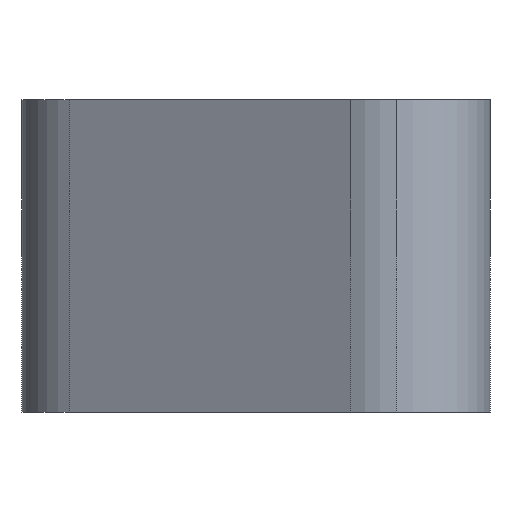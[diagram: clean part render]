
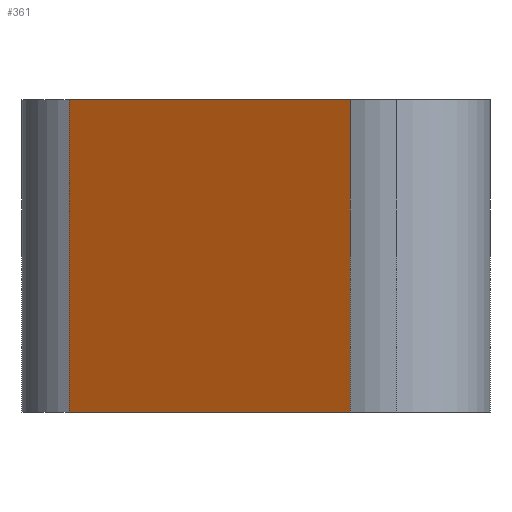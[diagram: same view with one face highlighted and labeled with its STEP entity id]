
A CAD part, left-side view. The second image highlights one B-rep face of the part: STEP entity #361.
In plain terms, the highlighted planar face has unit normal (-0.869, 0.495, 0).
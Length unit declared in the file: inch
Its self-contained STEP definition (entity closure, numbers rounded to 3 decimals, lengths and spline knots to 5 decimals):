
#1 = CARTESIAN_POINT ( 'NONE',  ( -0.03043, 0.05394, 0.02 ) ) ;
#4 = CARTESIAN_POINT ( 'NONE',  ( -0.05093, 0.01794, -0.02 ) ) ;
#24 = DIRECTION ( 'NONE',  ( 0.869, -0.495, 0. ) ) ;
#41 = DIRECTION ( 'NONE',  ( 0., 0., -1. ) ) ;
#62 = DIRECTION ( 'NONE',  ( -0.495, -0.869, 0. ) ) ;
#75 = VECTOR ( 'NONE', #686, 39.37008 ) ;
#102 = EDGE_CURVE ( 'NONE', #297, #373, #416, .T. ) ;
#123 = ORIENTED_EDGE ( 'NONE', *, *, #102, .T. ) ;
#127 = DIRECTION ( 'NONE',  ( 0., 0., -1. ) ) ;
#144 = ORIENTED_EDGE ( 'NONE', *, *, #802, .F. ) ;
#210 = DIRECTION ( 'NONE',  ( 0.495, 0.869, 0. ) ) ;
#219 = CARTESIAN_POINT ( 'NONE',  ( -0.05093, 0.01794, 0.02 ) ) ;
#232 = VECTOR ( 'NONE', #41, 39.37008 ) ;
#241 = CARTESIAN_POINT ( 'NONE',  ( -0.05093, 0.01794, 0.02 ) ) ;
#249 = CARTESIAN_POINT ( 'NONE',  ( -0.05093, 0.01794, 0.02 ) ) ;
#295 = VERTEX_POINT ( 'NONE', #4 ) ;
#297 = VERTEX_POINT ( 'NONE', #1 ) ;
#315 = EDGE_LOOP ( 'NONE', ( #672, #798, #144, #123 ) ) ;
#338 = FACE_OUTER_BOUND ( 'NONE', #315, .T. ) ;
#356 = LINE ( 'NONE', #241, #75 ) ;
#361 = ADVANCED_FACE ( 'NONE', ( #338 ), #661, .F. ) ;
#371 = VECTOR ( 'NONE', #62, 39.37008 ) ;
#373 = VERTEX_POINT ( 'NONE', #655 ) ;
#389 = CARTESIAN_POINT ( 'NONE',  ( -0.03043, 0.05394, 0.02 ) ) ;
#416 = LINE ( 'NONE', #389, #232 ) ;
#464 = EDGE_CURVE ( 'NONE', #373, #295, #548, .T. ) ;
#502 = VECTOR ( 'NONE', #127, 39.37008 ) ;
#527 = EDGE_CURVE ( 'NONE', #668, #295, #747, .T. ) ;
#548 = LINE ( 'NONE', #803, #371 ) ;
#655 = CARTESIAN_POINT ( 'NONE',  ( -0.03043, 0.05394, -0.02 ) ) ;
#661 = PLANE ( 'NONE',  #684 ) ;
#668 = VERTEX_POINT ( 'NONE', #768 ) ;
#672 = ORIENTED_EDGE ( 'NONE', *, *, #464, .T. ) ;
#684 = AXIS2_PLACEMENT_3D ( 'NONE', #219, #24, #210 ) ;
#686 = DIRECTION ( 'NONE',  ( -0.495, -0.869, 0. ) ) ;
#747 = LINE ( 'NONE', #249, #502 ) ;
#768 = CARTESIAN_POINT ( 'NONE',  ( -0.05093, 0.01794, 0.02 ) ) ;
#798 = ORIENTED_EDGE ( 'NONE', *, *, #527, .F. ) ;
#802 = EDGE_CURVE ( 'NONE', #297, #668, #356, .T. ) ;
#803 = CARTESIAN_POINT ( 'NONE',  ( -0.05093, 0.01794, -0.02 ) ) ;
